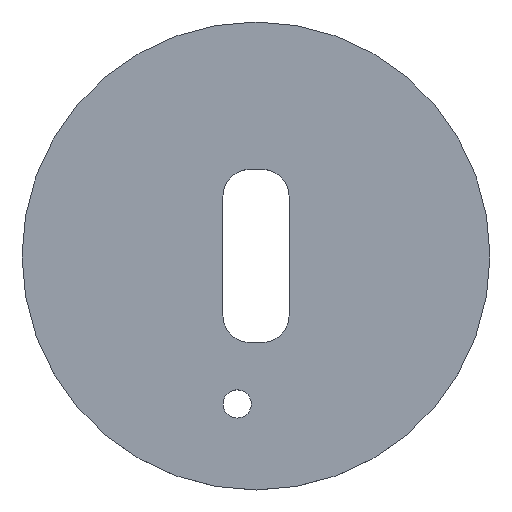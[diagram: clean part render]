
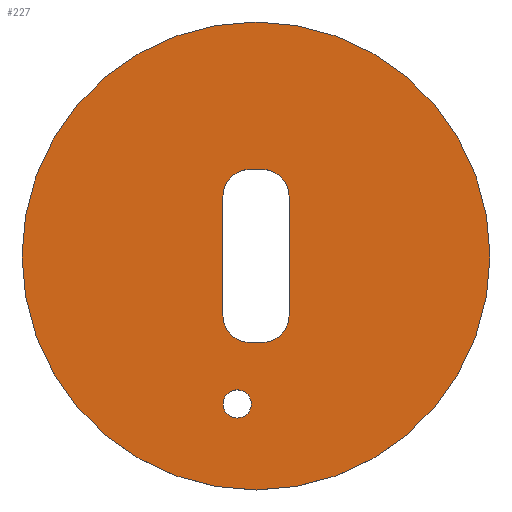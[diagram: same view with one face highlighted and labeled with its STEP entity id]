
A CAD part, top view. The second image highlights one B-rep face of the part: STEP entity #227.
In plain terms, the highlighted planar face has unit normal (0, 0, 1).
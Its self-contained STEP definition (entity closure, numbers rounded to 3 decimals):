
#15=FACE_BOUND('',#48,.T.);
#16=FACE_BOUND('',#49,.T.);
#23=PLANE('',#265);
#35=FACE_OUTER_BOUND('',#47,.T.);
#47=EDGE_LOOP('',(#191));
#48=EDGE_LOOP('',(#192));
#49=EDGE_LOOP('',(#193,#194,#195,#196,#197,#198,#199,#200));
#57=LINE('',#355,#75);
#62=LINE('',#368,#80);
#66=LINE('',#380,#84);
#70=LINE('',#392,#88);
#75=VECTOR('',#287,10.);
#80=VECTOR('',#300,10.);
#84=VECTOR('',#312,10.);
#88=VECTOR('',#324,10.);
#90=CIRCLE('',#245,12.45);
#92=CIRCLE('',#248,0.75);
#94=CIRCLE('',#252,1.407);
#96=CIRCLE('',#256,1.407);
#98=CIRCLE('',#260,1.407);
#100=CIRCLE('',#264,1.407);
#102=VERTEX_POINT('',#339);
#104=VERTEX_POINT('',#345);
#107=VERTEX_POINT('',#352);
#108=VERTEX_POINT('',#354);
#110=VERTEX_POINT('',#360);
#112=VERTEX_POINT('',#366);
#114=VERTEX_POINT('',#372);
#116=VERTEX_POINT('',#378);
#118=VERTEX_POINT('',#384);
#120=VERTEX_POINT('',#390);
#123=EDGE_CURVE('',#102,#102,#90,.T.);
#126=EDGE_CURVE('',#104,#104,#92,.T.);
#129=EDGE_CURVE('',#108,#107,#57,.T.);
#133=EDGE_CURVE('',#107,#110,#94,.T.);
#136=EDGE_CURVE('',#110,#112,#62,.T.);
#139=EDGE_CURVE('',#112,#114,#96,.T.);
#142=EDGE_CURVE('',#114,#116,#66,.T.);
#145=EDGE_CURVE('',#116,#118,#98,.T.);
#148=EDGE_CURVE('',#118,#120,#70,.T.);
#150=EDGE_CURVE('',#120,#108,#100,.T.);
#191=ORIENTED_EDGE('',*,*,#123,.T.);
#192=ORIENTED_EDGE('',*,*,#126,.T.);
#193=ORIENTED_EDGE('',*,*,#129,.T.);
#194=ORIENTED_EDGE('',*,*,#133,.T.);
#195=ORIENTED_EDGE('',*,*,#136,.T.);
#196=ORIENTED_EDGE('',*,*,#139,.T.);
#197=ORIENTED_EDGE('',*,*,#142,.T.);
#198=ORIENTED_EDGE('',*,*,#145,.T.);
#199=ORIENTED_EDGE('',*,*,#148,.T.);
#200=ORIENTED_EDGE('',*,*,#150,.T.);
#227=ADVANCED_FACE('',(#35,#15,#16),#23,.T.);
#245=AXIS2_PLACEMENT_3D('',#341,#274,#275);
#248=AXIS2_PLACEMENT_3D('',#347,#281,#282);
#252=AXIS2_PLACEMENT_3D('',#362,#294,#295);
#256=AXIS2_PLACEMENT_3D('',#374,#306,#307);
#260=AXIS2_PLACEMENT_3D('',#386,#318,#319);
#264=AXIS2_PLACEMENT_3D('',#395,#329,#330);
#265=AXIS2_PLACEMENT_3D('',#396,#331,#332);
#274=DIRECTION('center_axis',(0.,0.,1.));
#275=DIRECTION('ref_axis',(1.,0.,0.));
#281=DIRECTION('center_axis',(0.,0.,-1.));
#282=DIRECTION('ref_axis',(1.,0.,0.));
#287=DIRECTION('',(0.,-1.,0.));
#294=DIRECTION('center_axis',(0.,0.,-1.));
#295=DIRECTION('ref_axis',(1.,0.,0.));
#300=DIRECTION('',(-1.,0.,0.));
#306=DIRECTION('center_axis',(0.,0.,-1.));
#307=DIRECTION('ref_axis',(1.,0.,0.));
#312=DIRECTION('',(0.,1.,0.));
#318=DIRECTION('center_axis',(0.,0.,-1.));
#319=DIRECTION('ref_axis',(1.,0.,0.));
#324=DIRECTION('',(1.,0.,0.));
#329=DIRECTION('center_axis',(0.,0.,-1.));
#330=DIRECTION('ref_axis',(1.,0.,0.));
#331=DIRECTION('center_axis',(0.,0.,1.));
#332=DIRECTION('ref_axis',(-1.,0.,0.));
#339=CARTESIAN_POINT('',(-12.45,0.,1.));
#341=CARTESIAN_POINT('Origin',(0.,0.,1.));
#345=CARTESIAN_POINT('',(-1.75,-7.874,1.));
#347=CARTESIAN_POINT('Origin',(-1.,-7.874,1.));
#352=CARTESIAN_POINT('',(1.757,-3.19,1.));
#354=CARTESIAN_POINT('',(1.757,3.19,1.));
#355=CARTESIAN_POINT('',(1.757,-1.595,1.));
#360=CARTESIAN_POINT('',(0.35,-4.597,1.));
#362=CARTESIAN_POINT('Origin',(0.35,-3.19,1.));
#366=CARTESIAN_POINT('',(-0.35,-4.597,1.));
#368=CARTESIAN_POINT('',(-0.175,-4.597,1.));
#372=CARTESIAN_POINT('',(-1.757,-3.19,1.));
#374=CARTESIAN_POINT('Origin',(-0.35,-3.19,1.));
#378=CARTESIAN_POINT('',(-1.757,3.19,1.));
#380=CARTESIAN_POINT('',(-1.757,1.595,1.));
#384=CARTESIAN_POINT('',(-0.35,4.597,1.));
#386=CARTESIAN_POINT('Origin',(-0.35,3.19,1.));
#390=CARTESIAN_POINT('',(0.35,4.597,1.));
#392=CARTESIAN_POINT('',(0.175,4.597,1.));
#395=CARTESIAN_POINT('Origin',(0.35,3.19,1.));
#396=CARTESIAN_POINT('Origin',(0.,0.,1.));
